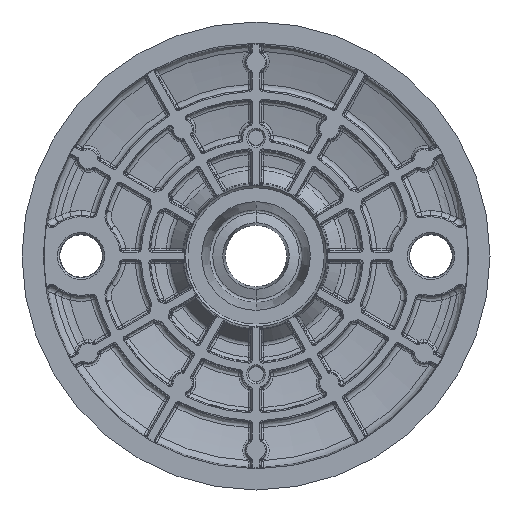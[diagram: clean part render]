
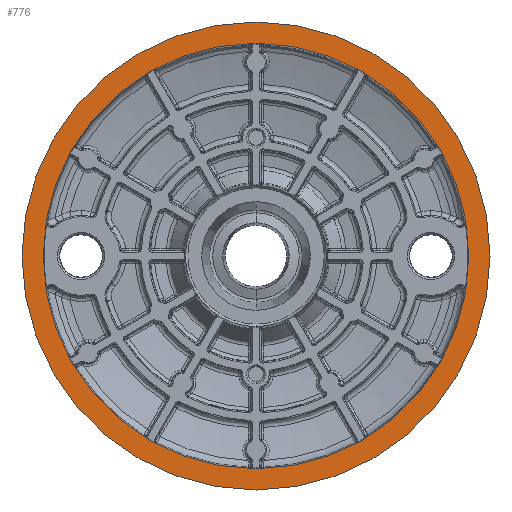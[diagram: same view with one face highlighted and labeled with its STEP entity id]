
A CAD part, front view. The second image highlights one B-rep face of the part: STEP entity #776.
In plain terms, the highlighted planar face has unit normal (0, -1, 0).
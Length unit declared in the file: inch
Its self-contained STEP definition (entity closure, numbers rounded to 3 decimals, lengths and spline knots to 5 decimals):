
#776 = ADVANCED_FACE ( 'NONE', ( #11853, #56024 ), #10594, .F. ) ;
#1084 = EDGE_LOOP ( 'NONE', ( #16434, #14199 ) ) ;
#1879 = DIRECTION ( 'NONE',  ( 0., 0., -1. ) ) ;
#3474 = DIRECTION ( 'NONE',  ( 1., 0., 0. ) ) ;
#9473 = DIRECTION ( 'NONE',  ( 0., 0., 1. ) ) ;
#9569 = DIRECTION ( 'NONE',  ( 0., 1., 0. ) ) ;
#9631 = CARTESIAN_POINT ( 'NONE',  ( -0.58787, 0., 0. ) ) ;
#9668 = VERTEX_POINT ( 'NONE', #33509 ) ;
#10594 = PLANE ( 'NONE',  #57685 ) ;
#11853 = FACE_BOUND ( 'NONE', #55873, .T. ) ;
#14199 = ORIENTED_EDGE ( 'NONE', *, *, #57483, .F. ) ;
#14985 = CARTESIAN_POINT ( 'NONE',  ( 1.94882, 0., 0. ) ) ;
#16434 = ORIENTED_EDGE ( 'NONE', *, *, #52420, .F. ) ;
#17670 = ORIENTED_EDGE ( 'NONE', *, *, #64830, .F. ) ;
#18928 = CIRCLE ( 'NONE', #22528, 1.94882 ) ;
#22216 = AXIS2_PLACEMENT_3D ( 'NONE', #75157, #36325, #81643 ) ;
#22528 = AXIS2_PLACEMENT_3D ( 'NONE', #81321, #42595, #3474 ) ;
#24438 = CIRCLE ( 'NONE', #22216, 1.77165 ) ;
#29607 = EDGE_CURVE ( 'NONE', #56515, #9668, #24438, .T. ) ;
#29612 = DIRECTION ( 'NONE',  ( 0., 1., 0. ) ) ;
#33509 = CARTESIAN_POINT ( 'NONE',  ( 0., 0., 1.77165 ) ) ;
#34951 = CIRCLE ( 'NONE', #53238, 1.77165 ) ;
#36325 = DIRECTION ( 'NONE',  ( 0., -1., 0. ) ) ;
#40948 = DIRECTION ( 'NONE',  ( 0., -1., 0. ) ) ;
#42595 = DIRECTION ( 'NONE',  ( 0., 1., 0. ) ) ;
#47509 = VERTEX_POINT ( 'NONE', #76332 ) ;
#49759 = CARTESIAN_POINT ( 'NONE',  ( 0., 0., -1.77165 ) ) ;
#52420 = EDGE_CURVE ( 'NONE', #59961, #47509, #68682, .T. ) ;
#53238 = AXIS2_PLACEMENT_3D ( 'NONE', #79717, #40948, #1879 ) ;
#55873 = EDGE_LOOP ( 'NONE', ( #82486, #17670 ) ) ;
#56024 = FACE_OUTER_BOUND ( 'NONE', #1084, .T. ) ;
#56515 = VERTEX_POINT ( 'NONE', #49759 ) ;
#57483 = EDGE_CURVE ( 'NONE', #47509, #59961, #18928, .T. ) ;
#57685 = AXIS2_PLACEMENT_3D ( 'NONE', #9631, #9569, #9473 ) ;
#59961 = VERTEX_POINT ( 'NONE', #14985 ) ;
#64830 = EDGE_CURVE ( 'NONE', #9668, #56515, #34951, .T. ) ;
#68463 = CARTESIAN_POINT ( 'NONE',  ( 0., 0., 0. ) ) ;
#68682 = CIRCLE ( 'NONE', #80821, 1.94882 ) ;
#74956 = DIRECTION ( 'NONE',  ( 1., 0., 0. ) ) ;
#75157 = CARTESIAN_POINT ( 'NONE',  ( 0., 0., 0. ) ) ;
#76332 = CARTESIAN_POINT ( 'NONE',  ( -1.94882, 0., 0. ) ) ;
#79717 = CARTESIAN_POINT ( 'NONE',  ( 0., 0., 0. ) ) ;
#80821 = AXIS2_PLACEMENT_3D ( 'NONE', #68463, #29612, #74956 ) ;
#81321 = CARTESIAN_POINT ( 'NONE',  ( 0., 0., 0. ) ) ;
#81643 = DIRECTION ( 'NONE',  ( 0., 0., -1. ) ) ;
#82486 = ORIENTED_EDGE ( 'NONE', *, *, #29607, .F. ) ;
